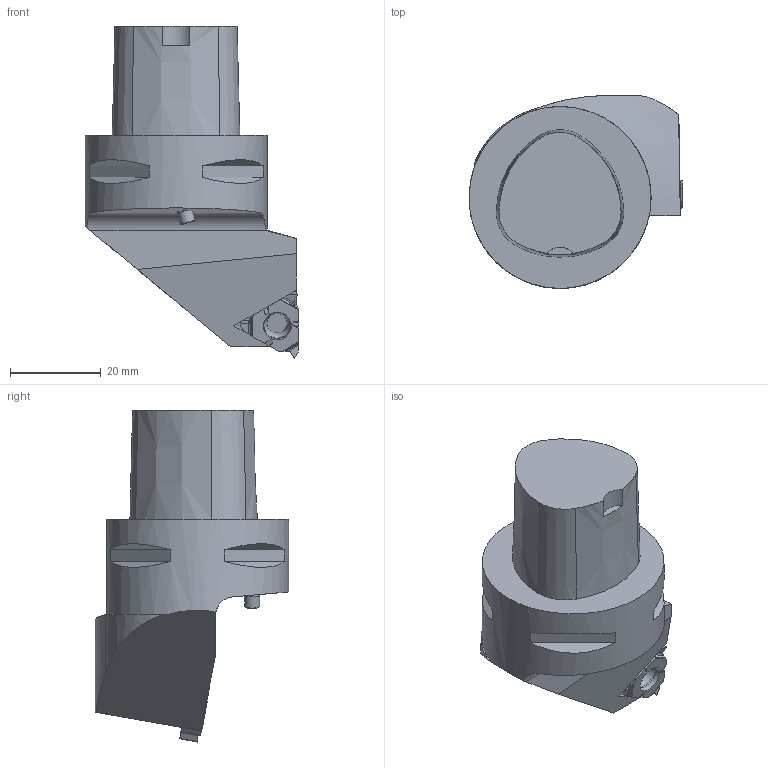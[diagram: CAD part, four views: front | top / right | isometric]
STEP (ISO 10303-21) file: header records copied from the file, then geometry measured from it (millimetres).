
FILE_DESCRIPTION(/* description */ (''),/* implementation_level */ '2;1');
FILE_NAME(/* name */ 'assy.stp',/* time_stamp */ '2018-02-28T07:32:06+01:00',/* author */ (''),/* organization */ ('SMS'),/* preprocessor_version */ 'ST-DEVELOPER v15',/* originating_system */ 'SIEMENS PLM Software NX 8.5',/* authorisation */ '');
FILE_SCHEMA (('AUTOMOTIVE_DESIGN { 1 0 10303 214 3 1 1 1 }'));
Length unit declared in the file: millimetre
Products named in the file (4): ASSEMBLY_CONSTRUCTION; NOCUT; CUT; ASSY
Assembly tree (3 placements, depth 2):
  ASSY
    CUT
    NOCUT
    ASSEMBLY_CONSTRUCTION
Bounding box: 47 x 42.46 x 72.99 mm (x, y, z)
Volume: 55337.7 mm3; surface area: 10229.2 mm2
Topology: 2 solids, 2 shells, 98 faces, 262 edges, 180 vertices
Faces by surface type: plane 58, cylinder 27, cone 11, torus 2
Full cylindrical faces by diameter (mm): 2.2 x1, 3.3 x1, 40 x1
Entity records: 3367 total; most frequent: CARTESIAN_POINT 762, DIRECTION 533, ORIENTED_EDGE 494, EDGE_CURVE 247, AXIS2_PLACEMENT_3D 192, VERTEX_POINT 168, LINE 149, VECTOR 149
